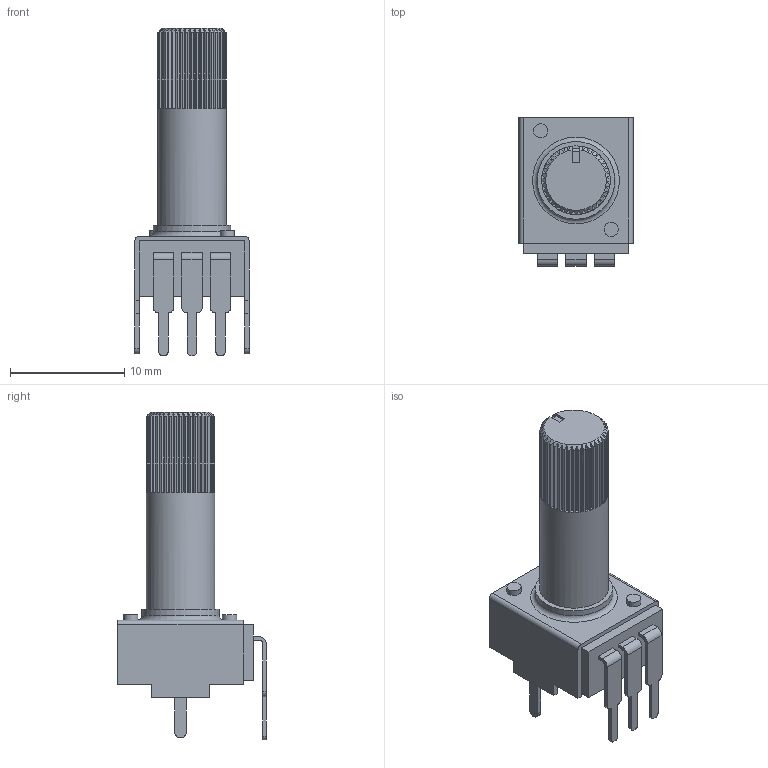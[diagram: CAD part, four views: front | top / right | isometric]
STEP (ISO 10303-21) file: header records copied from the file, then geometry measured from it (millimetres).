
FILE_DESCRIPTION(/* description */ (''),/* implementation_level */ '2;1');
FILE_NAME(/* name */ 'R09M3KT.step',/* time_stamp */ '2019-03-24T16:47:11+08:00',/* author */ (''),/* organization */ (''),/* preprocessor_version */ 'ST-DEVELOPER v17.2',/* originating_system */ 'Autodesk Translation Framework v7.6.0.251',/* authorisation */ '');
FILE_SCHEMA (('AUTOMOTIVE_DESIGN { 1 0 10303 214 3 1 1 }'));
Length unit declared in the file: millimetre
Products named in the file (9): R09M3KT; Potentiometer; Pins; Pin; Fixture; Bracket; Body; Shaft; Insert
Assembly tree (10 placements, depth 4):
  R09M3KT
    Potentiometer
      Pins
        Pin  x3
      Fixture
      Bracket
      Body
      Shaft
        Insert
Bounding box: 10 x 12.99 x 28.65 mm (x, y, z)
Volume: 1132.7 mm3; surface area: 1527.7 mm2
Topology: 9 solids, 9 shells, 275 faces, 763 edges, 509 vertices
Faces by surface type: plane 205, cylinder 68, torus 1, cone 1
Full cylindrical faces by diameter (mm): 1.25 x4, 6 x2, 6.8 x1
Entity records: 7921 total; most frequent: CARTESIAN_POINT 1530, ORIENTED_EDGE 1334, DIRECTION 1298, EDGE_CURVE 667, AXIS2_PLACEMENT_3D 453, VERTEX_POINT 445, LINE 392, VECTOR 392
